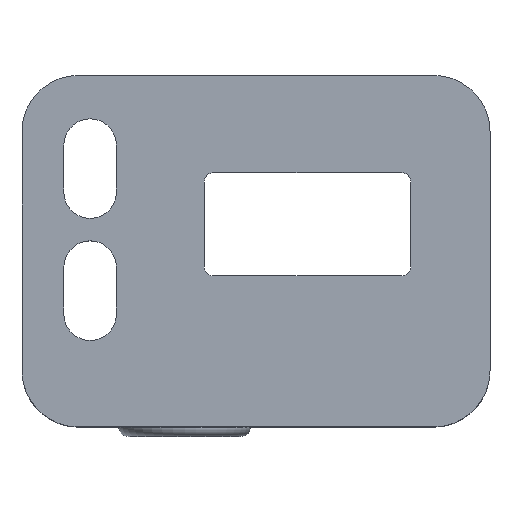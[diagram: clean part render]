
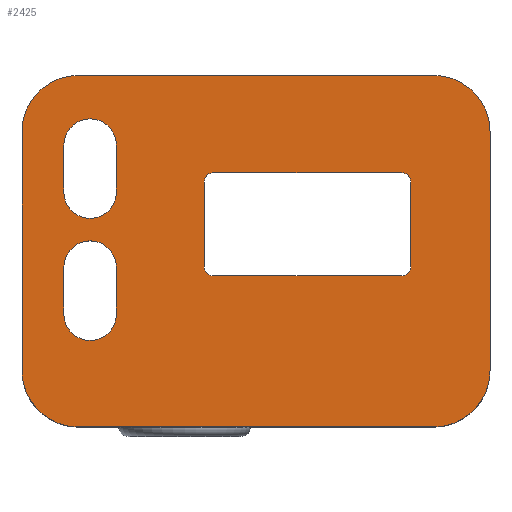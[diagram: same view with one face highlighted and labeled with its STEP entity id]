
A CAD part, top view. The second image highlights one B-rep face of the part: STEP entity #2425.
In plain terms, the highlighted planar face has unit normal (0, 0, 1).
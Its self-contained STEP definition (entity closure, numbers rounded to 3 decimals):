
#27=FACE_BOUND('',#323,.T.);
#28=FACE_BOUND('',#324,.T.);
#29=FACE_BOUND('',#325,.T.);
#88=CIRCLE('',#2583,2.8);
#89=CIRCLE('',#2586,2.8);
#90=CIRCLE('',#2589,2.8);
#91=CIRCLE('',#2592,2.8);
#92=CIRCLE('',#2594,6.);
#93=CIRCLE('',#2595,6.);
#94=CIRCLE('',#2596,6.);
#95=CIRCLE('',#2597,6.);
#96=CIRCLE('',#2598,1.);
#97=CIRCLE('',#2599,1.);
#98=CIRCLE('',#2600,1.);
#99=CIRCLE('',#2601,1.);
#184=FACE_OUTER_BOUND('',#322,.T.);
#322=EDGE_LOOP('',(#1914,#1915,#1916,#1917,#1918,#1919,#1920,#1921));
#323=EDGE_LOOP('',(#1922,#1923,#1924,#1925));
#324=EDGE_LOOP('',(#1926,#1927,#1928,#1929));
#325=EDGE_LOOP('',(#1930,#1931,#1932,#1933,#1934,#1935,#1936,#1937));
#581=LINE('',#3778,#869);
#584=LINE('',#3786,#872);
#587=LINE('',#3794,#875);
#590=LINE('',#3802,#878);
#592=LINE('',#3809,#880);
#593=LINE('',#3813,#881);
#594=LINE('',#3817,#882);
#595=LINE('',#3821,#883);
#596=LINE('',#3827,#884);
#597=LINE('',#3831,#885);
#598=LINE('',#3835,#886);
#599=LINE('',#3838,#887);
#869=VECTOR('',#3020,10.);
#872=VECTOR('',#3029,10.);
#875=VECTOR('',#3038,10.);
#878=VECTOR('',#3047,10.);
#880=VECTOR('',#3055,10.);
#881=VECTOR('',#3058,10.);
#882=VECTOR('',#3061,10.);
#883=VECTOR('',#3064,10.);
#884=VECTOR('',#3069,10.);
#885=VECTOR('',#3072,10.);
#886=VECTOR('',#3075,10.);
#887=VECTOR('',#3078,10.);
#1128=VERTEX_POINT('',#3775);
#1129=VERTEX_POINT('',#3777);
#1130=VERTEX_POINT('',#3781);
#1131=VERTEX_POINT('',#3785);
#1132=VERTEX_POINT('',#3791);
#1133=VERTEX_POINT('',#3793);
#1134=VERTEX_POINT('',#3797);
#1135=VERTEX_POINT('',#3801);
#1136=VERTEX_POINT('',#3807);
#1137=VERTEX_POINT('',#3808);
#1138=VERTEX_POINT('',#3810);
#1139=VERTEX_POINT('',#3812);
#1140=VERTEX_POINT('',#3814);
#1141=VERTEX_POINT('',#3816);
#1142=VERTEX_POINT('',#3818);
#1143=VERTEX_POINT('',#3820);
#1144=VERTEX_POINT('',#3823);
#1145=VERTEX_POINT('',#3824);
#1146=VERTEX_POINT('',#3826);
#1147=VERTEX_POINT('',#3828);
#1148=VERTEX_POINT('',#3830);
#1149=VERTEX_POINT('',#3832);
#1150=VERTEX_POINT('',#3834);
#1151=VERTEX_POINT('',#3836);
#1413=EDGE_CURVE('',#1129,#1128,#581,.T.);
#1415=EDGE_CURVE('',#1130,#1129,#88,.T.);
#1417=EDGE_CURVE('',#1131,#1130,#584,.T.);
#1419=EDGE_CURVE('',#1128,#1131,#89,.T.);
#1421=EDGE_CURVE('',#1133,#1132,#587,.T.);
#1423=EDGE_CURVE('',#1134,#1133,#90,.T.);
#1425=EDGE_CURVE('',#1135,#1134,#590,.T.);
#1427=EDGE_CURVE('',#1132,#1135,#91,.T.);
#1428=EDGE_CURVE('',#1136,#1137,#592,.T.);
#1429=EDGE_CURVE('',#1138,#1136,#92,.T.);
#1430=EDGE_CURVE('',#1139,#1138,#593,.T.);
#1431=EDGE_CURVE('',#1140,#1139,#93,.T.);
#1432=EDGE_CURVE('',#1141,#1140,#594,.T.);
#1433=EDGE_CURVE('',#1142,#1141,#94,.T.);
#1434=EDGE_CURVE('',#1143,#1142,#595,.T.);
#1435=EDGE_CURVE('',#1137,#1143,#95,.T.);
#1436=EDGE_CURVE('',#1144,#1145,#96,.T.);
#1437=EDGE_CURVE('',#1146,#1144,#596,.T.);
#1438=EDGE_CURVE('',#1147,#1146,#97,.T.);
#1439=EDGE_CURVE('',#1148,#1147,#597,.T.);
#1440=EDGE_CURVE('',#1149,#1148,#98,.T.);
#1441=EDGE_CURVE('',#1150,#1149,#598,.T.);
#1442=EDGE_CURVE('',#1151,#1150,#99,.T.);
#1443=EDGE_CURVE('',#1145,#1151,#599,.T.);
#1914=ORIENTED_EDGE('',*,*,#1428,.F.);
#1915=ORIENTED_EDGE('',*,*,#1429,.F.);
#1916=ORIENTED_EDGE('',*,*,#1430,.F.);
#1917=ORIENTED_EDGE('',*,*,#1431,.F.);
#1918=ORIENTED_EDGE('',*,*,#1432,.F.);
#1919=ORIENTED_EDGE('',*,*,#1433,.F.);
#1920=ORIENTED_EDGE('',*,*,#1434,.F.);
#1921=ORIENTED_EDGE('',*,*,#1435,.F.);
#1922=ORIENTED_EDGE('',*,*,#1417,.T.);
#1923=ORIENTED_EDGE('',*,*,#1415,.T.);
#1924=ORIENTED_EDGE('',*,*,#1413,.T.);
#1925=ORIENTED_EDGE('',*,*,#1419,.T.);
#1926=ORIENTED_EDGE('',*,*,#1425,.T.);
#1927=ORIENTED_EDGE('',*,*,#1423,.T.);
#1928=ORIENTED_EDGE('',*,*,#1421,.T.);
#1929=ORIENTED_EDGE('',*,*,#1427,.T.);
#1930=ORIENTED_EDGE('',*,*,#1436,.F.);
#1931=ORIENTED_EDGE('',*,*,#1437,.F.);
#1932=ORIENTED_EDGE('',*,*,#1438,.F.);
#1933=ORIENTED_EDGE('',*,*,#1439,.F.);
#1934=ORIENTED_EDGE('',*,*,#1440,.F.);
#1935=ORIENTED_EDGE('',*,*,#1441,.F.);
#1936=ORIENTED_EDGE('',*,*,#1442,.F.);
#1937=ORIENTED_EDGE('',*,*,#1443,.F.);
#2321=PLANE('',#2593);
#2425=ADVANCED_FACE('',(#184,#27,#28,#29),#2321,.T.);
#2583=AXIS2_PLACEMENT_3D('',#3782,#3024,#3025);
#2586=AXIS2_PLACEMENT_3D('',#3789,#3033,#3034);
#2589=AXIS2_PLACEMENT_3D('',#3798,#3042,#3043);
#2592=AXIS2_PLACEMENT_3D('',#3805,#3051,#3052);
#2593=AXIS2_PLACEMENT_3D('',#3806,#3053,#3054);
#2594=AXIS2_PLACEMENT_3D('',#3811,#3056,#3057);
#2595=AXIS2_PLACEMENT_3D('',#3815,#3059,#3060);
#2596=AXIS2_PLACEMENT_3D('',#3819,#3062,#3063);
#2597=AXIS2_PLACEMENT_3D('',#3822,#3065,#3066);
#2598=AXIS2_PLACEMENT_3D('',#3825,#3067,#3068);
#2599=AXIS2_PLACEMENT_3D('',#3829,#3070,#3071);
#2600=AXIS2_PLACEMENT_3D('',#3833,#3073,#3074);
#2601=AXIS2_PLACEMENT_3D('',#3837,#3076,#3077);
#3020=DIRECTION('',(0.,-1.,0.));
#3024=DIRECTION('center_axis',(0.,0.,-1.));
#3025=DIRECTION('ref_axis',(1.,0.,0.));
#3029=DIRECTION('',(0.,1.,0.));
#3033=DIRECTION('center_axis',(0.,0.,-1.));
#3034=DIRECTION('ref_axis',(-1.,0.,0.));
#3038=DIRECTION('',(0.,-1.,0.));
#3042=DIRECTION('center_axis',(0.,0.,-1.));
#3043=DIRECTION('ref_axis',(1.,0.,0.));
#3047=DIRECTION('',(0.,1.,0.));
#3051=DIRECTION('center_axis',(0.,0.,-1.));
#3052=DIRECTION('ref_axis',(-1.,0.,0.));
#3053=DIRECTION('center_axis',(0.,0.,1.));
#3054=DIRECTION('ref_axis',(-1.,0.,0.));
#3055=DIRECTION('',(-1.,0.,0.));
#3056=DIRECTION('center_axis',(0.,0.,-1.));
#3057=DIRECTION('ref_axis',(1.,0.,0.));
#3058=DIRECTION('',(0.,-1.,0.));
#3059=DIRECTION('center_axis',(0.,0.,-1.));
#3060=DIRECTION('ref_axis',(0.,1.,0.));
#3061=DIRECTION('',(1.,0.,0.));
#3062=DIRECTION('center_axis',(0.,0.,-1.));
#3063=DIRECTION('ref_axis',(-1.,0.,0.));
#3064=DIRECTION('',(0.,1.,0.));
#3065=DIRECTION('center_axis',(0.,0.,-1.));
#3066=DIRECTION('ref_axis',(0.,-1.,0.));
#3067=DIRECTION('center_axis',(0.,0.,1.));
#3068=DIRECTION('ref_axis',(0.707,0.707,0.));
#3069=DIRECTION('',(0.,1.,0.));
#3070=DIRECTION('center_axis',(0.,0.,1.));
#3071=DIRECTION('ref_axis',(0.707,-0.707,0.));
#3072=DIRECTION('',(1.,0.,0.));
#3073=DIRECTION('center_axis',(0.,0.,1.));
#3074=DIRECTION('ref_axis',(-0.707,-0.707,0.));
#3075=DIRECTION('',(0.,-1.,0.));
#3076=DIRECTION('center_axis',(0.,0.,1.));
#3077=DIRECTION('ref_axis',(-0.707,0.707,0.));
#3078=DIRECTION('',(-1.,0.,0.));
#3775=CARTESIAN_POINT('',(36.415,19.789,17.873));
#3777=CARTESIAN_POINT('',(36.415,24.789,17.873));
#3778=CARTESIAN_POINT('',(36.415,19.806,17.873));
#3781=CARTESIAN_POINT('',(30.815,24.789,17.873));
#3782=CARTESIAN_POINT('Origin',(33.615,24.789,17.873));
#3785=CARTESIAN_POINT('',(30.815,19.789,17.873));
#3786=CARTESIAN_POINT('',(30.815,17.306,17.873));
#3789=CARTESIAN_POINT('Origin',(33.615,19.789,17.873));
#3791=CARTESIAN_POINT('',(36.415,6.789,17.873));
#3793=CARTESIAN_POINT('',(36.415,11.789,17.873));
#3794=CARTESIAN_POINT('',(36.415,13.306,17.873));
#3797=CARTESIAN_POINT('',(30.815,11.789,17.873));
#3798=CARTESIAN_POINT('Origin',(33.615,11.789,17.873));
#3801=CARTESIAN_POINT('',(30.815,6.789,17.873));
#3802=CARTESIAN_POINT('',(30.815,10.806,17.873));
#3805=CARTESIAN_POINT('Origin',(33.615,6.789,17.873));
#3806=CARTESIAN_POINT('Origin',(51.138,14.823,17.873));
#3807=CARTESIAN_POINT('',(70.201,-5.229,17.873));
#3808=CARTESIAN_POINT('',(32.363,-5.229,17.873));
#3809=CARTESIAN_POINT('',(41.751,-5.229,17.873));
#3810=CARTESIAN_POINT('',(76.201,0.771,17.873));
#3811=CARTESIAN_POINT('Origin',(70.201,0.771,17.873));
#3812=CARTESIAN_POINT('',(76.201,26.215,17.873));
#3813=CARTESIAN_POINT('',(76.201,7.797,17.873));
#3814=CARTESIAN_POINT('',(70.201,32.215,17.873));
#3815=CARTESIAN_POINT('Origin',(70.201,26.215,17.873));
#3816=CARTESIAN_POINT('',(32.363,32.215,17.873));
#3817=CARTESIAN_POINT('',(60.67,32.215,17.873));
#3818=CARTESIAN_POINT('',(26.363,26.215,17.873));
#3819=CARTESIAN_POINT('Origin',(32.363,26.215,17.873));
#3820=CARTESIAN_POINT('',(26.363,0.771,17.873));
#3821=CARTESIAN_POINT('',(26.363,20.519,17.873));
#3822=CARTESIAN_POINT('Origin',(32.363,0.771,17.873));
#3823=CARTESIAN_POINT('',(67.771,20.858,17.873));
#3824=CARTESIAN_POINT('',(66.771,21.858,17.873));
#3825=CARTESIAN_POINT('Origin',(66.771,20.858,17.873));
#3826=CARTESIAN_POINT('',(67.771,11.858,17.873));
#3827=CARTESIAN_POINT('',(67.771,18.341,17.873));
#3828=CARTESIAN_POINT('',(66.771,10.858,17.873));
#3829=CARTESIAN_POINT('Origin',(66.771,11.858,17.873));
#3830=CARTESIAN_POINT('',(46.771,10.858,17.873));
#3831=CARTESIAN_POINT('',(59.455,10.858,17.873));
#3832=CARTESIAN_POINT('',(45.771,11.858,17.873));
#3833=CARTESIAN_POINT('Origin',(46.771,11.858,17.873));
#3834=CARTESIAN_POINT('',(45.771,20.858,17.873));
#3835=CARTESIAN_POINT('',(45.771,12.841,17.873));
#3836=CARTESIAN_POINT('',(46.771,21.858,17.873));
#3837=CARTESIAN_POINT('Origin',(46.771,20.858,17.873));
#3838=CARTESIAN_POINT('',(48.455,21.858,17.873));
